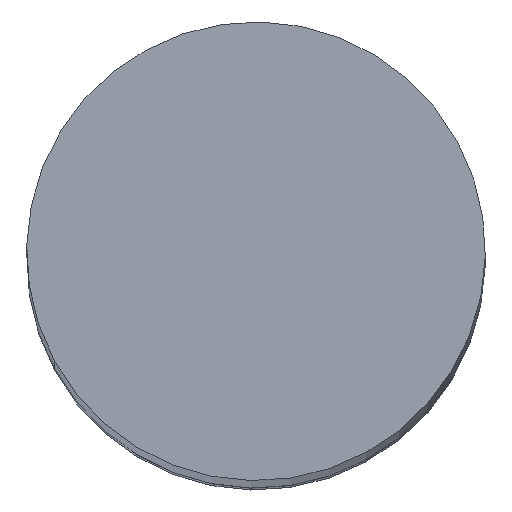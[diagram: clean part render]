
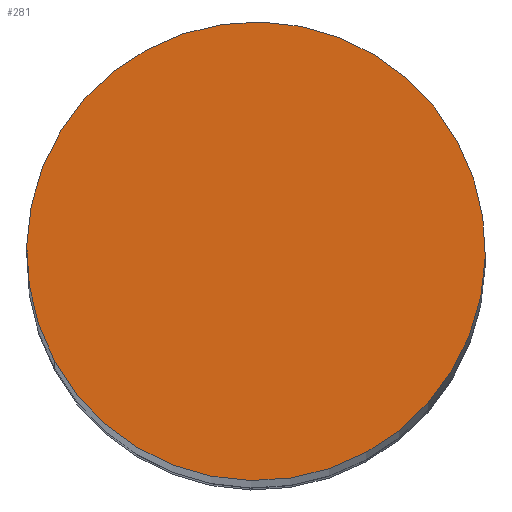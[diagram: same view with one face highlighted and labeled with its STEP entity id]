
A CAD part, top view. The second image highlights one B-rep face of the part: STEP entity #281.
In plain terms, the highlighted planar face has unit normal (0, 0, 1).
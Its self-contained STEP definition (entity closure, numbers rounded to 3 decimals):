
#98=CARTESIAN_POINT('',(0.,0.,100.));
#99=DIRECTION('',(0.,0.,1.));
#100=DIRECTION('',(-0.878,-0.479,0.));
#101=AXIS2_PLACEMENT_3D('',#98,#99,#100);
#106=CARTESIAN_POINT('',(0.,0.,100.));
#107=DIRECTION('',(0.,0.,1.));
#108=DIRECTION('',(0.878,0.479,0.));
#109=AXIS2_PLACEMENT_3D('',#106,#107,#108);
#246=CARTESIAN_POINT('',(-3.51,-1.918,100.));
#247=CARTESIAN_POINT('',(3.51,1.918,100.));
#248=VERTEX_POINT('',#246);
#249=VERTEX_POINT('',#247);
#270=CARTESIAN_POINT('',(-3.375,0.,100.));
#271=DIRECTION('',(0.,0.,1.));
#272=DIRECTION('',(1.,0.,0.));
#273=AXIS2_PLACEMENT_3D('',#270,#271,#272);
#274=PLANE('',#273);
#276=ORIENTED_EDGE('',*,*,#275,.F.);
#278=ORIENTED_EDGE('',*,*,#277,.F.);
#279=EDGE_LOOP('',(#276,#278));
#280=FACE_OUTER_BOUND('',#279,.F.);
#281=ADVANCED_FACE('',(#280),#274,.T.);
#102=CIRCLE('',#101,4.);
#110=CIRCLE('',#109,4.);
#275=EDGE_CURVE('',#248,#249,#102,.T.);
#277=EDGE_CURVE('',#249,#248,#110,.T.);
